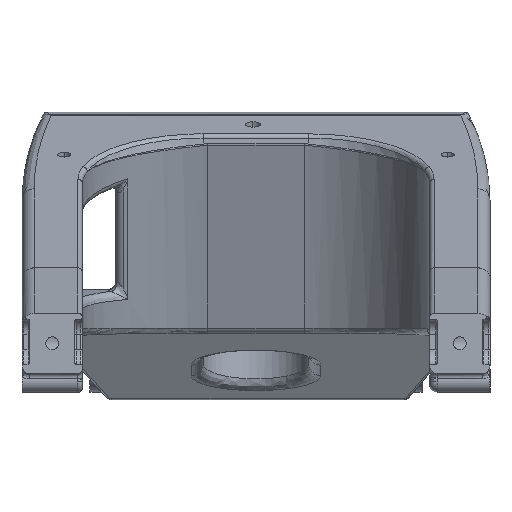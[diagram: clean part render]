
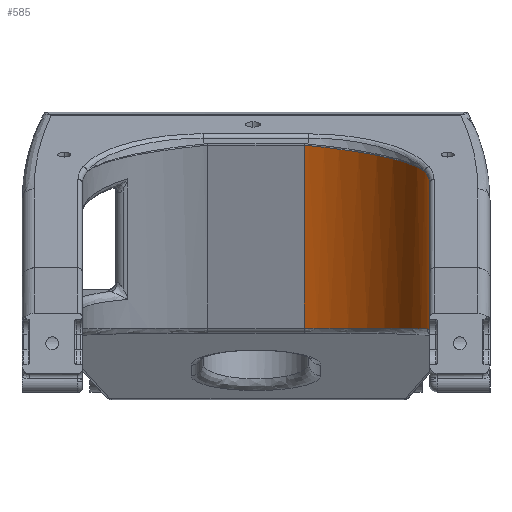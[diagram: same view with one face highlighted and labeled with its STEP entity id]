
A CAD part, front view. The second image highlights one B-rep face of the part: STEP entity #585.
In plain terms, the highlighted cylindrical face has radius 83 mm (diameter 166 mm), a partial arc.
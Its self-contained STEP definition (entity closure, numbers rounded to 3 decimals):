
#585=ADVANCED_FACE('',(#1448),#1449,.F.);
#1448=FACE_OUTER_BOUND('',#4664,.T.);
#1449=CYLINDRICAL_SURFACE('',#4665,83.0);
#4664=EDGE_LOOP('',(#16600,#16601,#16602,#16603,#16604,#16605,#16606,#16607));
#4665=AXIS2_PLACEMENT_3D('',#16608,#16609,#16610);
#16600=ORIENTED_EDGE('',*,*,#19282,.T.);
#16601=ORIENTED_EDGE('',*,*,#19257,.T.);
#16602=ORIENTED_EDGE('',*,*,#18827,.T.);
#16603=ORIENTED_EDGE('',*,*,#18948,.T.);
#16604=ORIENTED_EDGE('',*,*,#19283,.T.);
#16605=ORIENTED_EDGE('',*,*,#19284,.T.);
#16606=ORIENTED_EDGE('',*,*,#18770,.F.);
#16607=ORIENTED_EDGE('',*,*,#19285,.T.);
#16608=CARTESIAN_POINT('',(32.0,368.784,-168.018));
#16609=DIRECTION('',(0.,0.344,-0.939));
#16610=DIRECTION('',(0.,-0.939,-0.344));
#18770=EDGE_CURVE('',#20051,#20053,#20054,.T.);
#18827=EDGE_CURVE('',#20154,#20155,#20156,.T.);
#18948=EDGE_CURVE('',#20155,#20376,#20378,.F.);
#19257=EDGE_CURVE('',#20870,#20154,#20871,.F.);
#19282=EDGE_CURVE('',#20908,#20870,#20909,.T.);
#19283=EDGE_CURVE('',#20376,#20910,#20911,.T.);
#19284=EDGE_CURVE('',#20910,#20053,#20912,.T.);
#19285=EDGE_CURVE('',#20051,#20908,#20913,.F.);
#20051=VERTEX_POINT('',#21857);
#20053=VERTEX_POINT('',#21860);
#20054=LINE('',#21861,#21862);
#20154=VERTEX_POINT('',#22031);
#20155=VERTEX_POINT('',#22032);
#20156=LINE('',#22033,#22034);
#20376=VERTEX_POINT('',#22316);
#20378=CIRCLE('',#22318,83.0);
#20870=VERTEX_POINT('',#23314);
#20871=ELLIPSE('',#23315,85.648,83.0);
#20908=VERTEX_POINT('',#23393);
#20909=B_SPLINE_CURVE_WITH_KNOTS('',3,(#23394,#23395,#23396,#23397),.UNSPECIFIED.,.F.,.F.,(4,4),(0.0,0.001),.UNSPECIFIED.);
#20910=VERTEX_POINT('',#23398);
#20911=B_SPLINE_CURVE_WITH_KNOTS('',3,(#23399,#23400,#23401,#23402,#23403,#23404,#23405,#23406,#23407,#23408,#23409,#23410,#23411,#23412,#23413,#23414,#23415,#23416,#23417,#23418,#23419,#23420,#23421,#23422,#23423,#23424,#23425,#23426,#23427,#23428),.UNSPECIFIED.,.F.,.F.,(4,2,2,2,2,2,2,2,2,2,2,2,2,2,4),(0.,0.013,0.02,0.023,0.026,0.039,0.046,0.049,0.052,0.065,0.072,0.075,0.078,0.091,0.104),.UNSPECIFIED.);
#20912=ELLIPSE('',#23429,248.798,83.0);
#20913=ELLIPSE('',#23430,88.213,83.0);
#21857=CARTESIAN_POINT('',(32.0,384.554,30.074));
#21860=CARTESIAN_POINT('',(32.0,340.183,151.085));
#21861=CARTESIAN_POINT('',(32.0,446.711,-139.445));
#21862=VECTOR('',#25548,1000.0);
#22031=CARTESIAN_POINT('',(115.0,296.936,27.933));
#22032=CARTESIAN_POINT('',(115.0,261.033,125.85));
#22033=CARTESIAN_POINT('',(115.0,368.784,-168.018));
#22034=VECTOR('',#25622,1000.0);
#22316=CARTESIAN_POINT('',(111.724,282.71,133.799));
#22318=AXIS2_PLACEMENT_3D('',#25836,#25837,#25838);
#23314=CARTESIAN_POINT('',(113.456,313.294,29.61));
#23315=AXIS2_PLACEMENT_3D('',#26330,#26331,#26332);
#23393=CARTESIAN_POINT('',(113.289,314.16,29.656));
#23394=CARTESIAN_POINT('',(113.289,314.16,29.656));
#23395=CARTESIAN_POINT('',(113.346,313.869,29.655));
#23396=CARTESIAN_POINT('',(113.401,313.58,29.639));
#23397=CARTESIAN_POINT('',(113.456,313.294,29.61));
#23398=CARTESIAN_POINT('',(34.895,340.185,150.934));
#23399=CARTESIAN_POINT('',(111.724,282.71,133.799));
#23400=CARTESIAN_POINT('',(110.513,286.82,134.737));
#23401=CARTESIAN_POINT('',(108.987,290.793,135.652));
#23402=CARTESIAN_POINT('',(106.235,296.552,136.998));
#23403=CARTESIAN_POINT('',(105.241,298.438,137.442));
#23404=CARTESIAN_POINT('',(103.63,301.215,138.102));
#23405=CARTESIAN_POINT('',(103.073,302.134,138.321));
#23406=CARTESIAN_POINT('',(101.923,303.946,138.756));
#23407=CARTESIAN_POINT('',(101.331,304.838,138.971));
#23408=CARTESIAN_POINT('',(98.291,309.228,140.037));
#23409=CARTESIAN_POINT('',(95.6,312.519,140.855));
#23410=CARTESIAN_POINT('',(91.179,317.125,142.041));
#23411=CARTESIAN_POINT('',(89.641,318.605,142.429));
#23412=CARTESIAN_POINT('',(87.235,320.74,143.001));
#23413=CARTESIAN_POINT('',(86.417,321.437,143.19));
#23414=CARTESIAN_POINT('',(84.747,322.803,143.565));
#23415=CARTESIAN_POINT('',(83.896,323.471,143.751));
#23416=CARTESIAN_POINT('',(79.597,326.706,144.664));
#23417=CARTESIAN_POINT('',(75.983,328.994,145.351));
#23418=CARTESIAN_POINT('',(70.306,331.983,146.329));
#23419=CARTESIAN_POINT('',(68.371,332.905,146.646));
#23420=CARTESIAN_POINT('',(65.403,334.174,147.11));
#23421=CARTESIAN_POINT('',(64.403,334.578,147.262));
#23422=CARTESIAN_POINT('',(62.38,335.348,147.564));
#23423=CARTESIAN_POINT('',(61.356,335.714,147.713));
#23424=CARTESIAN_POINT('',(56.215,337.434,148.444));
#23425=CARTESIAN_POINT('',(52.037,338.462,148.984));
#23426=CARTESIAN_POINT('',(43.56,339.84,150.001));
#23427=CARTESIAN_POINT('',(39.259,340.19,150.477));
#23428=CARTESIAN_POINT('',(34.895,340.185,150.934));
#23429=AXIS2_PLACEMENT_3D('',#26373,#26374,#26375);
#23430=AXIS2_PLACEMENT_3D('',#26376,#26377,#26378);
#25548=DIRECTION('',(0.,-0.344,0.939));
#25622=DIRECTION('',(0.,-0.344,0.939));
#25836=CARTESIAN_POINT('',(32.0,261.033,125.85));
#25837=DIRECTION('',(0.,0.344,-0.939));
#25838=DIRECTION('',(0.,0.939,0.344));
#26330=CARTESIAN_POINT('',(32.0,296.936,27.933));
#26331=DIRECTION('',(0.,-0.102,0.995));
#26332=DIRECTION('',(0.,-0.995,-0.102));
#26373=CARTESIAN_POINT('',(32.0,343.0,-97.697));
#26374=DIRECTION('',(0.,-1.,-0.011));
#26375=DIRECTION('',(0.,-0.011,1.));
#26376=CARTESIAN_POINT('',(32.0,296.342,29.551));
#26377=DIRECTION('',(0.,-0.006,1.));
#26378=DIRECTION('',(0.,-1.,-0.006));
